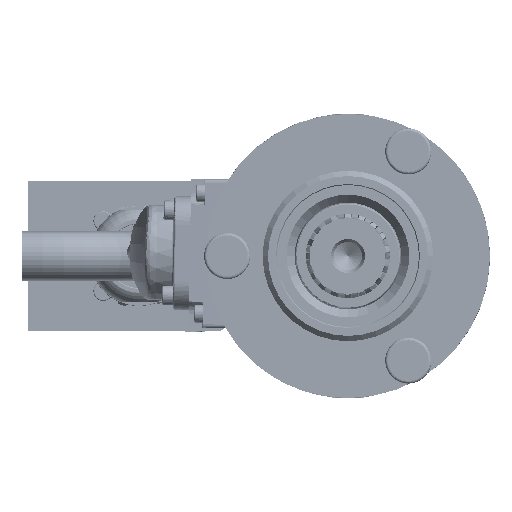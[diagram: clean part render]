
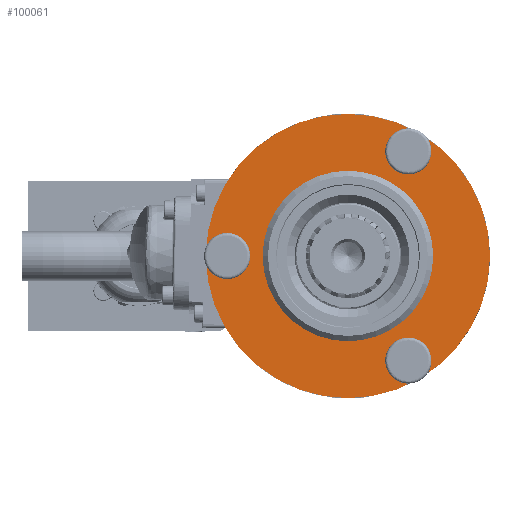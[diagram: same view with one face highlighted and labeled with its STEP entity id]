
A CAD part, left-side view. The second image highlights one B-rep face of the part: STEP entity #100061.
In plain terms, the highlighted planar face has unit normal (-1, 0, 0).
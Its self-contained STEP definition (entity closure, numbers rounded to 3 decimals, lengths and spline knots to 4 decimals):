
#2989=FACE_BOUND('',#29906,.T.);
#2990=FACE_BOUND('',#29907,.T.);
#2991=FACE_BOUND('',#29908,.T.);
#2992=FACE_BOUND('',#29909,.T.);
#3646=PLANE('',#106281);
#24481=FACE_OUTER_BOUND('',#29905,.T.);
#29905=EDGE_LOOP('',(#68232));
#29906=EDGE_LOOP('',(#68233,#68234));
#29907=EDGE_LOOP('',(#68235));
#29908=EDGE_LOOP('',(#68236));
#29909=EDGE_LOOP('',(#68237));
#35441=CIRCLE('',#105374,0.4);
#35451=CIRCLE('',#105396,0.4);
#35461=CIRCLE('',#105418,0.4);
#35889=CIRCLE('',#106280,4.);
#35890=CIRCLE('',#106282,2.4);
#35891=CIRCLE('',#106283,2.4);
#40398=VERTEX_POINT('',#145628);
#40419=VERTEX_POINT('',#145691);
#40440=VERTEX_POINT('',#145754);
#41166=VERTEX_POINT('',#148263);
#41167=VERTEX_POINT('',#148267);
#41168=VERTEX_POINT('',#148268);
#50653=EDGE_CURVE('',#40398,#40398,#35441,.T.);
#50683=EDGE_CURVE('',#40419,#40419,#35451,.T.);
#50713=EDGE_CURVE('',#40440,#40440,#35461,.T.);
#51748=EDGE_CURVE('',#41166,#41166,#35889,.T.);
#51749=EDGE_CURVE('',#41167,#41168,#35890,.T.);
#51750=EDGE_CURVE('',#41168,#41167,#35891,.T.);
#68232=ORIENTED_EDGE('',*,*,#51748,.T.);
#68233=ORIENTED_EDGE('',*,*,#51749,.T.);
#68234=ORIENTED_EDGE('',*,*,#51750,.T.);
#68235=ORIENTED_EDGE('',*,*,#50713,.F.);
#68236=ORIENTED_EDGE('',*,*,#50683,.F.);
#68237=ORIENTED_EDGE('',*,*,#50653,.F.);
#100061=ADVANCED_FACE('',(#24481,#2989,#2990,#2991,#2992),#3646,.T.);
#105374=AXIS2_PLACEMENT_3D('',#145630,#116273,#116274);
#105396=AXIS2_PLACEMENT_3D('',#145693,#116337,#116338);
#105418=AXIS2_PLACEMENT_3D('',#145756,#116401,#116402);
#106280=AXIS2_PLACEMENT_3D('',#148265,#118544,#118545);
#106281=AXIS2_PLACEMENT_3D('',#148266,#118546,#118547);
#106282=AXIS2_PLACEMENT_3D('',#148269,#118548,#118549);
#106283=AXIS2_PLACEMENT_3D('',#148270,#118550,#118551);
#116273=DIRECTION('center_axis',(-1.,0.,0.));
#116274=DIRECTION('ref_axis',(0.,1.,0.));
#116337=DIRECTION('center_axis',(-1.,0.,0.));
#116338=DIRECTION('ref_axis',(0.,1.,0.));
#116401=DIRECTION('center_axis',(-1.,0.,0.));
#116402=DIRECTION('ref_axis',(0.,1.,0.));
#118544=DIRECTION('center_axis',(-1.,0.,0.));
#118545=DIRECTION('ref_axis',(0.,-1.,0.));
#118546=DIRECTION('center_axis',(-1.,0.,0.));
#118547=DIRECTION('ref_axis',(0.,1.,0.));
#118548=DIRECTION('center_axis',(1.,0.,0.));
#118549=DIRECTION('ref_axis',(0.,1.,0.));
#118550=DIRECTION('center_axis',(1.,0.,0.));
#118551=DIRECTION('ref_axis',(0.,1.,0.));
#145628=CARTESIAN_POINT('',(2.61,-1.3,-2.9445));
#145630=CARTESIAN_POINT('Origin',(2.61,-1.7,-2.9445));
#145691=CARTESIAN_POINT('',(2.61,-1.3,2.9445));
#145693=CARTESIAN_POINT('Origin',(2.61,-1.7,2.9445));
#145754=CARTESIAN_POINT('',(2.61,3.8,0.));
#145756=CARTESIAN_POINT('Origin',(2.61,3.4,0.));
#148263=CARTESIAN_POINT('',(2.61,4.,0.));
#148265=CARTESIAN_POINT('Origin',(2.61,0.,0.));
#148266=CARTESIAN_POINT('Origin',(2.61,0.,0.));
#148267=CARTESIAN_POINT('',(2.61,2.4,0.));
#148268=CARTESIAN_POINT('',(2.61,-2.4,0.));
#148269=CARTESIAN_POINT('Origin',(2.61,0.,0.));
#148270=CARTESIAN_POINT('Origin',(2.61,0.,0.));
